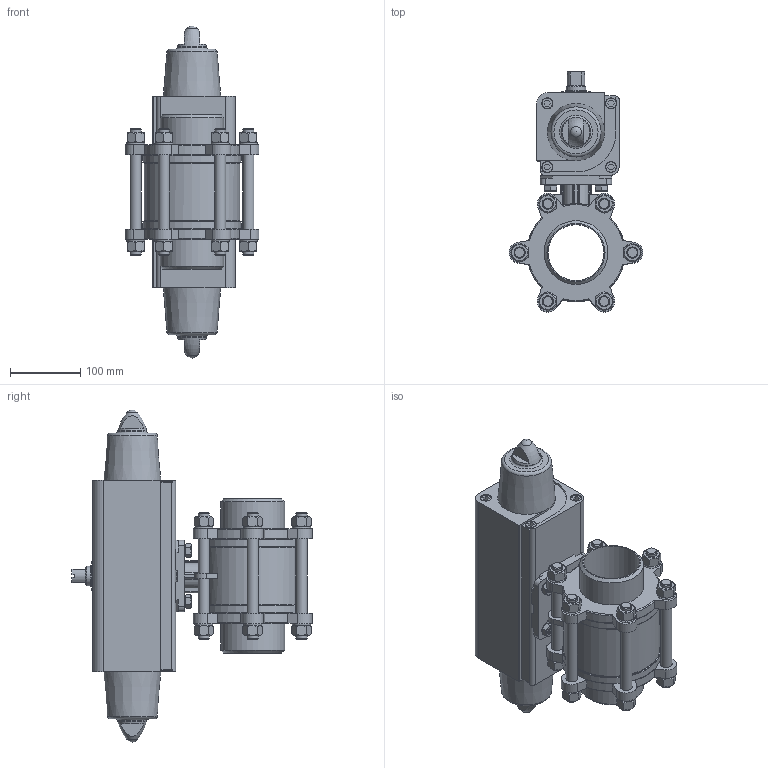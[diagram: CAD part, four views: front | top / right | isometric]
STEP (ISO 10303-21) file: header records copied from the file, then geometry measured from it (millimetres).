
FILE_DESCRIPTION(/* description */ ('STEP AP214'),/* implementation_level */ '2;1');
FILE_NAME(/* name */ '1774112_VZBA-3-WW-63-T-22-F0710-V4V4T-PS180-R-90-4-C',/* time_stamp */ '2024-09-18T00:32:10+02:00',/* author */ ('License CC BY-ND 4.0'),/* organization */ ('CADENAS'),/* preprocessor_version */ 'ST-DEVELOPER v19.3',/* originating_system */ 'PARTsolutions',/* authorisation */ ' ');
FILE_SCHEMA (('AUTOMOTIVE_DESIGN {1 0 10303 214 3 1 1}'));
Length unit declared in the file: millimetre
Products named in the file (8): 1774112 VZBA-3"-WW-63-T-22-F0710-V4V4T-PS180-R-90-4-C; 1686704 VZBA-3''-WW-63-T-22-F0710-V4V4T; 690069 S 10 A2; DIN 934 - M10(F); DIN-913 - M10x40; 8082126 DARQ-R-A-S22-S17-22; 533450 DAPS-0180-090-RS4-F0710---(1); 533450 DAPS-0180-090-RS4-F0710---(2)
Assembly tree (15 placements, depth 2):
  1774112 VZBA-3"-WW-63-T-22-F0710-V4V4T-PS180-R-90-4-C
    690069 S 10 A2  x4
    DIN 934 - M10(F)  x4
    DIN-913 - M10x40  x4
    8082126 DARQ-R-A-S22-S17-22
    533450 DAPS-0180-090-RS4-F0710---(1)
    533450 DAPS-0180-090-RS4-F0710---(2)
  1686704 VZBA-3''-WW-63-T-22-F0710-V4V4T
Bounding box: 190.9 x 342.69 x 474 mm (x, y, z)
Volume: 6366499.5 mm3; surface area: 535230.4 mm2
Topology: 16 solids, 16 shells, 816 faces, 2000 edges, 1278 vertices
Faces by surface type: plane 435, cylinder 190, cone 145, torus 44, sphere 2
Full cylindrical faces by diameter (mm): 4.134 x8, 4.917 x1, 6.647 x4, 8.376 x8, 8.566 x2, 10 x4, 10.5 x4, 16 x30, 17 x14, 23.5 x1, 28 x1, 31.3 x1, 41 x2, 44 x2, 80 x1, 91 x2, 137 x1, 140 x1
Entity records: 20848 total; most frequent: CARTESIAN_POINT 4715, DIRECTION 3244, ORIENTED_EDGE 3022, EDGE_CURVE 1511, AXIS2_PLACEMENT_3D 1229, VERTEX_POINT 1101, FACE_BOUND 1032, EDGE_LOOP 1013
